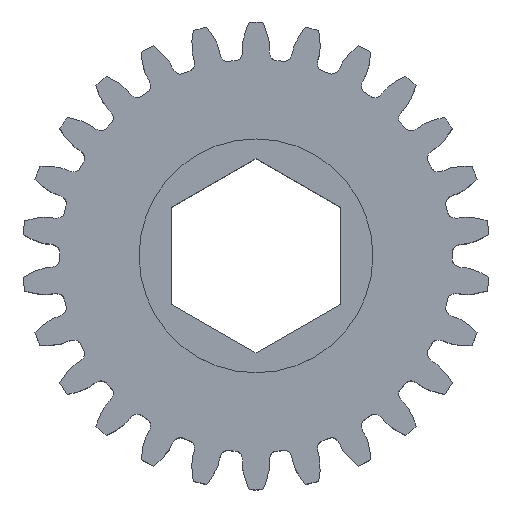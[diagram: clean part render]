
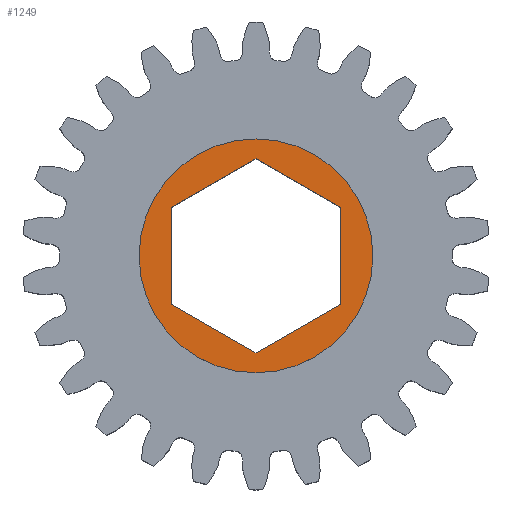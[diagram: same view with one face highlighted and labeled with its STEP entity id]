
A CAD part, top view. The second image highlights one B-rep face of the part: STEP entity #1249.
In plain terms, the highlighted planar face has unit normal (0, 0, 1).
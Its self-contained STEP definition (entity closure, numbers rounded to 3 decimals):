
#64 = VECTOR ( 'NONE', #9084, 1000. ) ;
#585 = VERTEX_POINT ( 'NONE', #8591 ) ;
#1111 = ORIENTED_EDGE ( 'NONE', *, *, #1786, .T. ) ;
#1139 = VERTEX_POINT ( 'NONE', #7528 ) ;
#1231 = LINE ( 'NONE', #5172, #5093 ) ;
#1249 = ADVANCED_FACE ( 'NONE', ( #1508, #7135 ), #9476, .F. ) ;
#1508 = FACE_BOUND ( 'NONE', #10586, .T. ) ;
#1731 = AXIS2_PLACEMENT_3D ( 'NONE', #10546, #4641, #5346 ) ;
#1786 = EDGE_CURVE ( 'NONE', #5634, #4401, #6864, .T. ) ;
#1995 = CARTESIAN_POINT ( 'NONE',  ( 6.388, -3.688, 6.3 ) ) ;
#2097 = ORIENTED_EDGE ( 'NONE', *, *, #2722, .T. ) ;
#2229 = VERTEX_POINT ( 'NONE', #3390 ) ;
#2607 = VERTEX_POINT ( 'NONE', #5974 ) ;
#2722 = EDGE_CURVE ( 'NONE', #4401, #9383, #1231, .T. ) ;
#2868 = DIRECTION ( 'NONE',  ( -0.866, -0.5, 0. ) ) ;
#2927 = ORIENTED_EDGE ( 'NONE', *, *, #10023, .T. ) ;
#2965 = AXIS2_PLACEMENT_3D ( 'NONE', #9614, #11319, #6028 ) ;
#3259 = DIRECTION ( 'NONE',  ( 0., -1., 0. ) ) ;
#3309 = DIRECTION ( 'NONE',  ( -0.866, 0.5, 0. ) ) ;
#3390 = CARTESIAN_POINT ( 'NONE',  ( 0., -7.376, 6.3 ) ) ;
#3412 = VECTOR ( 'NONE', #7505, 1000. ) ;
#3457 = CARTESIAN_POINT ( 'NONE',  ( 6.388, -3.688, 6.3 ) ) ;
#3760 = DIRECTION ( 'NONE',  ( 0., 1., 0. ) ) ;
#3980 = CIRCLE ( 'NONE', #2965, 8.89 ) ;
#4079 = EDGE_CURVE ( 'NONE', #2607, #585, #3980, .T. ) ;
#4387 = EDGE_LOOP ( 'NONE', ( #5016, #7019 ) ) ;
#4401 = VERTEX_POINT ( 'NONE', #7658 ) ;
#4641 = DIRECTION ( 'NONE',  ( 0., 0., -1. ) ) ;
#4675 = CARTESIAN_POINT ( 'NONE',  ( -6.388, 3.688, 6.3 ) ) ;
#5016 = ORIENTED_EDGE ( 'NONE', *, *, #5705, .F. ) ;
#5093 = VECTOR ( 'NONE', #3259, 1000. ) ;
#5172 = CARTESIAN_POINT ( 'NONE',  ( 6.388, 3.688, 6.3 ) ) ;
#5346 = DIRECTION ( 'NONE',  ( 0., 1., 0. ) ) ;
#5634 = VERTEX_POINT ( 'NONE', #7676 ) ;
#5681 = VERTEX_POINT ( 'NONE', #5807 ) ;
#5705 = EDGE_CURVE ( 'NONE', #585, #2607, #7425, .T. ) ;
#5807 = CARTESIAN_POINT ( 'NONE',  ( -6.388, -3.688, 6.3 ) ) ;
#5845 = CARTESIAN_POINT ( 'NONE',  ( 0., 0., 6.3 ) ) ;
#5974 = CARTESIAN_POINT ( 'NONE',  ( 0., -8.89, 6.3 ) ) ;
#6028 = DIRECTION ( 'NONE',  ( 0., 1., 0. ) ) ;
#6046 = VECTOR ( 'NONE', #3760, 1000. ) ;
#6247 = VECTOR ( 'NONE', #2868, 1000. ) ;
#6424 = CARTESIAN_POINT ( 'NONE',  ( -6.388, -3.688, 6.3 ) ) ;
#6516 = ORIENTED_EDGE ( 'NONE', *, *, #6715, .T. ) ;
#6654 = VECTOR ( 'NONE', #3309, 1000. ) ;
#6715 = EDGE_CURVE ( 'NONE', #5681, #1139, #8385, .T. ) ;
#6864 = LINE ( 'NONE', #7427, #3412 ) ;
#7019 = ORIENTED_EDGE ( 'NONE', *, *, #4079, .F. ) ;
#7135 = FACE_OUTER_BOUND ( 'NONE', #4387, .T. ) ;
#7197 = LINE ( 'NONE', #1995, #6247 ) ;
#7206 = LINE ( 'NONE', #4675, #64 ) ;
#7425 = CIRCLE ( 'NONE', #9079, 8.89 ) ;
#7427 = CARTESIAN_POINT ( 'NONE',  ( 0., 7.376, 6.3 ) ) ;
#7505 = DIRECTION ( 'NONE',  ( 0.866, -0.5, 0. ) ) ;
#7528 = CARTESIAN_POINT ( 'NONE',  ( -6.388, 3.688, 6.3 ) ) ;
#7643 = DIRECTION ( 'NONE',  ( 0., 1., 0. ) ) ;
#7658 = CARTESIAN_POINT ( 'NONE',  ( 6.388, 3.688, 6.3 ) ) ;
#7676 = CARTESIAN_POINT ( 'NONE',  ( 0., 7.376, 6.3 ) ) ;
#8385 = LINE ( 'NONE', #6424, #6046 ) ;
#8439 = CARTESIAN_POINT ( 'NONE',  ( 0., -7.376, 6.3 ) ) ;
#8591 = CARTESIAN_POINT ( 'NONE',  ( 0., 8.89, 6.3 ) ) ;
#9079 = AXIS2_PLACEMENT_3D ( 'NONE', #5845, #10169, #7643 ) ;
#9084 = DIRECTION ( 'NONE',  ( 0.866, 0.5, 0. ) ) ;
#9383 = VERTEX_POINT ( 'NONE', #3457 ) ;
#9476 = PLANE ( 'NONE',  #1731 ) ;
#9614 = CARTESIAN_POINT ( 'NONE',  ( 0., 0., 6.3 ) ) ;
#9727 = ORIENTED_EDGE ( 'NONE', *, *, #10677, .T. ) ;
#10023 = EDGE_CURVE ( 'NONE', #1139, #5634, #7206, .T. ) ;
#10068 = ORIENTED_EDGE ( 'NONE', *, *, #10402, .T. ) ;
#10169 = DIRECTION ( 'NONE',  ( 0., 0., -1. ) ) ;
#10369 = LINE ( 'NONE', #8439, #6654 ) ;
#10402 = EDGE_CURVE ( 'NONE', #9383, #2229, #7197, .T. ) ;
#10546 = CARTESIAN_POINT ( 'NONE',  ( 0., 0., 6.3 ) ) ;
#10586 = EDGE_LOOP ( 'NONE', ( #6516, #2927, #1111, #2097, #10068, #9727 ) ) ;
#10677 = EDGE_CURVE ( 'NONE', #2229, #5681, #10369, .T. ) ;
#11319 = DIRECTION ( 'NONE',  ( 0., 0., -1. ) ) ;
